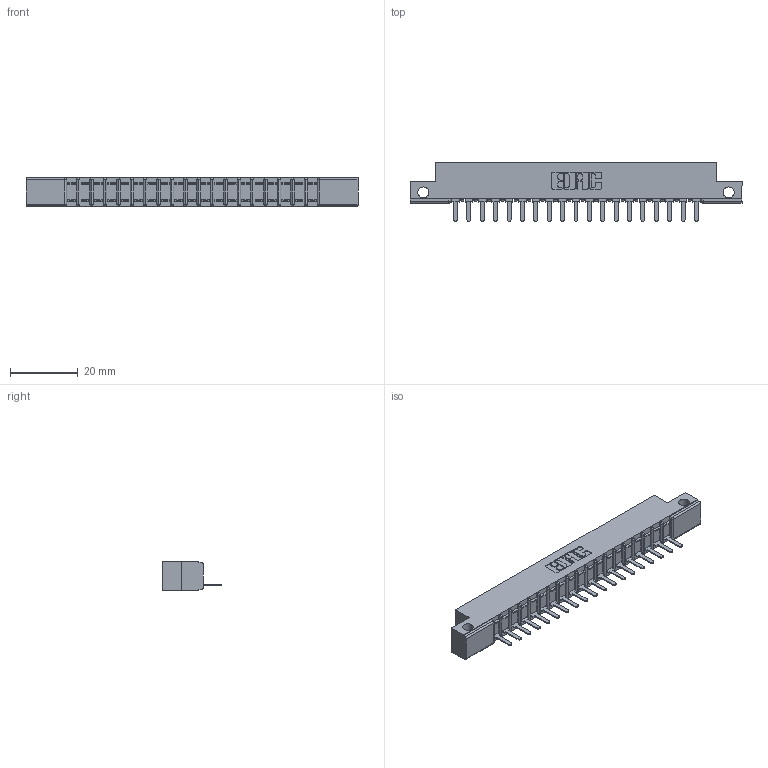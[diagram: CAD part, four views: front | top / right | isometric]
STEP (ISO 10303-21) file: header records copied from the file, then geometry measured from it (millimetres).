
FILE_DESCRIPTION (( 'STEP AP203' ), '1' );
FILE_NAME ('307-019-521-112.STEP', '2019-09-04T22:35:58', ( '' ), ( '' ), 'SwSTEP 2.0', 'SolidWorks 2016', '' );
FILE_SCHEMA (( 'CONFIG_CONTROL_DESIGN' ));
Length unit declared in the file: inch
Products named in the file (3): 307-290-002_521; 307-019-521-112; 307 Part_.128 Dia Side Mounting Holes
Assembly tree (20 placements, depth 2):
  307-019-521-112
    307 Part_.128 Dia Side Mounting Holes
    307-290-002_521  x19
Bounding box: 98.3 x 17.42 x 8.71 mm (x, y, z)
Volume: 6413.1 mm3; surface area: 11371.3 mm2
Topology: 20 solids, 20 shells, 1544 faces, 4731 edges, 3098 vertices
Faces by surface type: plane 925, cylinder 579, sphere 40
Entity records: 19844 total; most frequent: CARTESIAN_POINT 3344, ORIENTED_EDGE 3334, DIRECTION 3259, EDGE_CURVE 1667, LINE 1265, VECTOR 1265, VERTEX_POINT 1082, AXIS2_PLACEMENT_3D 997
